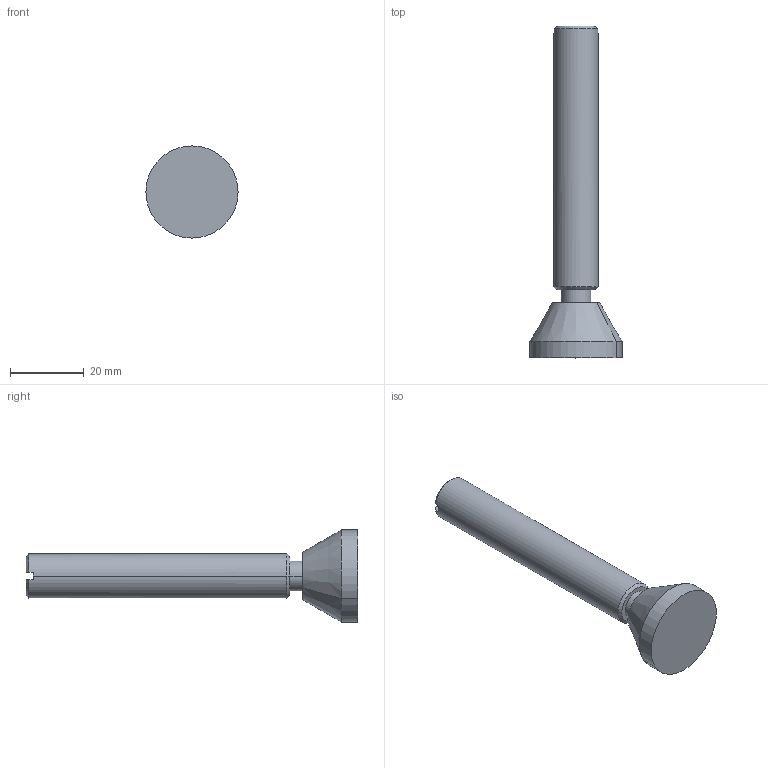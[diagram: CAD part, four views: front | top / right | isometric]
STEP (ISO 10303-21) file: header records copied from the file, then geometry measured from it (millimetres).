
FILE_DESCRIPTION((''),'2;1');
FILE_NAME('800 074.stp','2005-09-28T11:41:22',('Kysilko'),(''),'Autodesk Inventor 8','Autodesk Inventor 8','');
FILE_SCHEMA(('AUTOMOTIVE_DESIGN { 1 0 10303 214 1 1 1 1 }'));
Length unit declared in the file: millimetre
Products named in the file (1): Part11
Bounding box: 25 x 90 x 25 mm (x, y, z)
Volume: 13395.9 mm3; surface area: 4861.6 mm2
Topology: 1 solids, 1 shells, 24 faces, 55 edges, 35 vertices
Faces by surface type: plane 9, cone 6, cylinder 6, bspline 2, sphere 1
Entity records: 703 total; most frequent: CARTESIAN_POINT 151, DIRECTION 120, ORIENTED_EDGE 102, EDGE_CURVE 51, AXIS2_PLACEMENT_3D 50, VERTEX_POINT 33, EDGE_LOOP 28, CIRCLE 27
